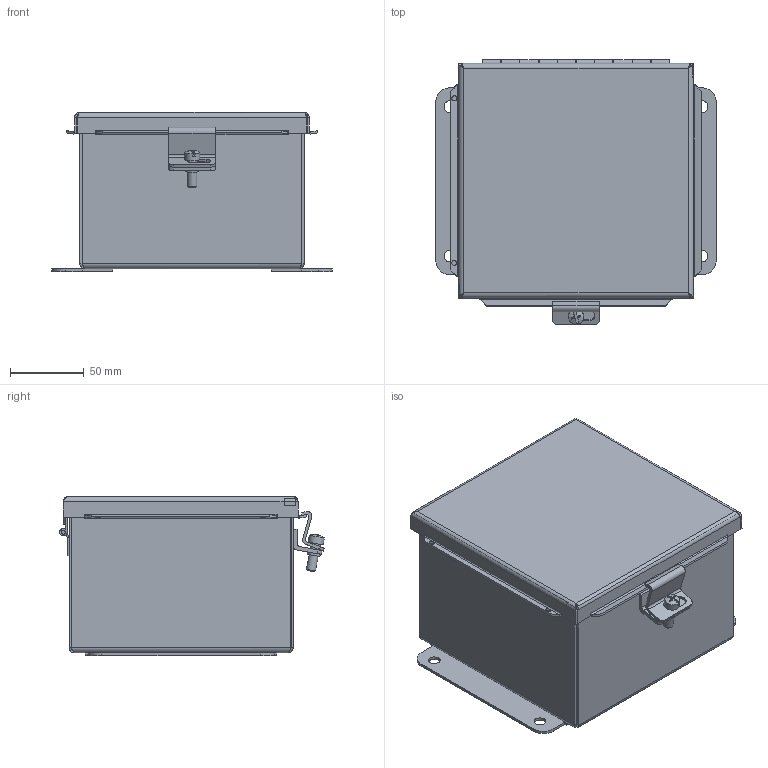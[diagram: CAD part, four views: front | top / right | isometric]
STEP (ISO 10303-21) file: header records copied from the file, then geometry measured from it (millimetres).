
FILE_DESCRIPTION(/* description */ ('NEMA4,JIC,CS,CH,6X6X4'),/* implementation_level */ '2;1');
FILE_NAME(/* name */ 'BN4060604CH.stp',/* time_stamp */ '2021-10-23T16:14:28-05:00',/* author */ ('samuelbadillo'),/* organization */ (''),/* preprocessor_version */ 'ST-DEVELOPER v18',/* originating_system */ 'Autodesk Inventor 2020',/* authorisation */ '');
FILE_SCHEMA (('AUTOMOTIVE_DESIGN { 1 0 10303 214 3 1 1 }'));
Length unit declared in the file: inch
Products named in the file (14): BN4060604CH; B_0606CH_LID; 316161; 38811; 3499; C1001; C2002; 3482; 328120; 328120LH; 328120P; 328120TH; 372134; B_060604_BKP
Assembly tree (18 placements, depth 3):
  BN4060604CH
    B_0606CH_LID
    316161  x2
    38811
    3499  x4
    C1001
    C2002
    3482  x2
    328120
      328120LH
      328120P
      328120TH
    372134
    B_060604_BKP
Bounding box: 190.5 x 179.97 x 108.18 mm (x, y, z)
Volume: 260377.7 mm3; surface area: 314367.5 mm2
Topology: 17 solids, 17 shells, 400 faces, 974 edges, 615 vertices
Faces by surface type: plane 257, cylinder 91, bspline 46, cone 2, torus 2, sphere 2
Full cylindrical faces by diameter (mm): 2.54 x1, 2.957 x10, 3.556 x2, 3.962 x4, 4.826 x1, 4.978 x1, 6.35 x2, 7.62 x4, 7.874 x4, 8.738 x1, 10.402 x1, 15.875 x4
Entity records: 11640 total; most frequent: CARTESIAN_POINT 2806, ORIENTED_EDGE 1678, DIRECTION 1602, EDGE_CURVE 839, LINE 618, VECTOR 618, VERTEX_POINT 523, AXIS2_PLACEMENT_3D 492
